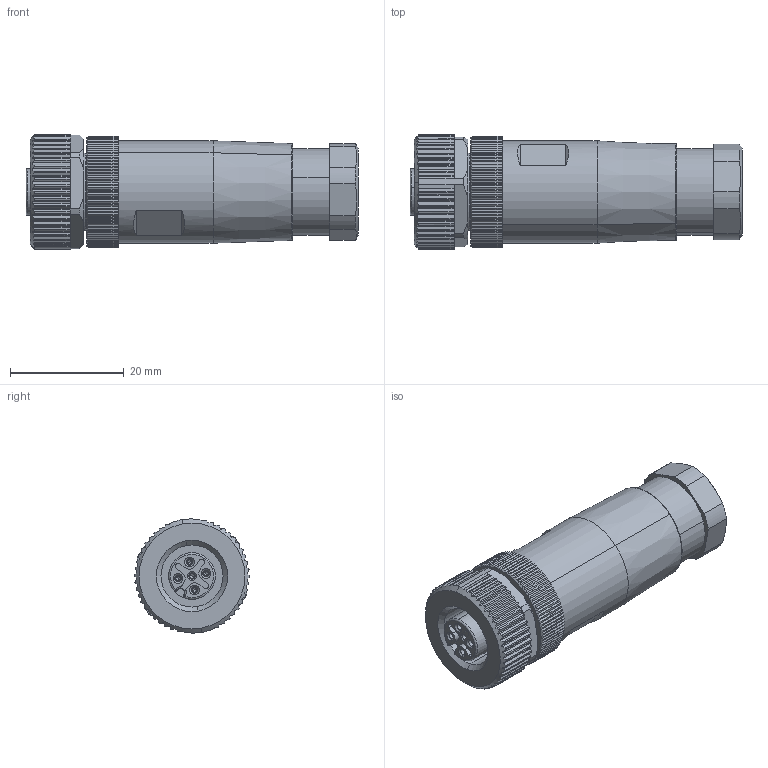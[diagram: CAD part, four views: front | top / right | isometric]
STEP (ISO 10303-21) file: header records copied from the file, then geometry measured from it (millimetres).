
FILE_DESCRIPTION((''),'2;1');
FILE_NAME('CAD-1991A','2021-11-19T08:27:22',('creinig-se'),(''),'CREO PARAMETRIC BY PTC INC, 2019292','CREO PARAMETRIC BY PTC INC, 2019292','');
FILE_SCHEMA(('CONFIG_CONTROL_DESIGN','SHAPE_APPEARANCE_LAYERS_GROUPS'));
Length unit declared in the file: millimetre
Products named in the file (1): CAD-1991A
Bounding box: 58.4 x 20.2 x 20.2 mm (x, y, z)
Volume: 13997.5 mm3; surface area: 4936.9 mm2
Topology: 1 solids, 1 shells, 715 faces, 2093 edges, 1383 vertices
Faces by surface type: plane 394, cylinder 254, cone 58, torus 7, sphere 2
Entity records: 32981 total; most frequent: CARTESIAN_POINT 6619, ORIENTED_EDGE 4162, DIRECTION 3574, PRESENTATION_STYLE_ASSIGNMENT 2212, STYLED_ITEM 2082, CURVE_STYLE 2081, EDGE_CURVE 2081, VERTEX_POINT 1383
